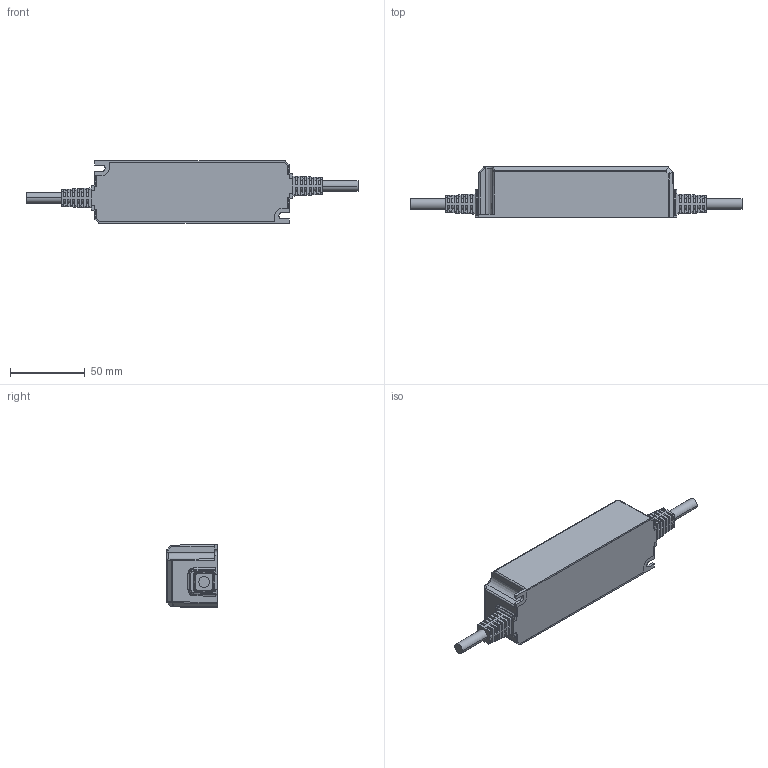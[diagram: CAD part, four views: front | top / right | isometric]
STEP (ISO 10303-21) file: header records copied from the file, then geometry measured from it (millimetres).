
FILE_DESCRIPTION(('Creo Elements/Direct Modeling STEP Export'),'2;1');
FILE_NAME('3D_K52.1.stp','2019-07-08T13:56:33',(''),(''),'PTC Creo Elements/Direct Modeling STEP processor for AP214 (Solid Model)','PTC Creo Elements/Direct Modeling 19.0E 27-Jun-2016 (C) Parametric Technology GmbH','');
FILE_SCHEMA(('AUTOMOTIVE_DESIGN { 1 0 10303 214 1 1 1 1 }'));
Length unit declared in the file: millimetre
Products named in the file (1): 3D_K52.1
Bounding box: 222.8 x 34 x 42.03 mm (x, y, z)
Volume: 40588.7 mm3; surface area: 49661.3 mm2
Topology: 1 solids, 1 shells, 660 faces, 1894 edges, 1214 vertices
Faces by surface type: plane 436, cylinder 188, sphere 20, torus 6, cone 6, bspline 4
Entity records: 21806 total; most frequent: CARTESIAN_POINT 4929, ORIENTED_EDGE 3748, DIRECTION 3206, EDGE_CURVE 1874, VECTOR 1444, LINE 1444, VERTEX_POINT 1214, AXIS2_PLACEMENT_3D 881
